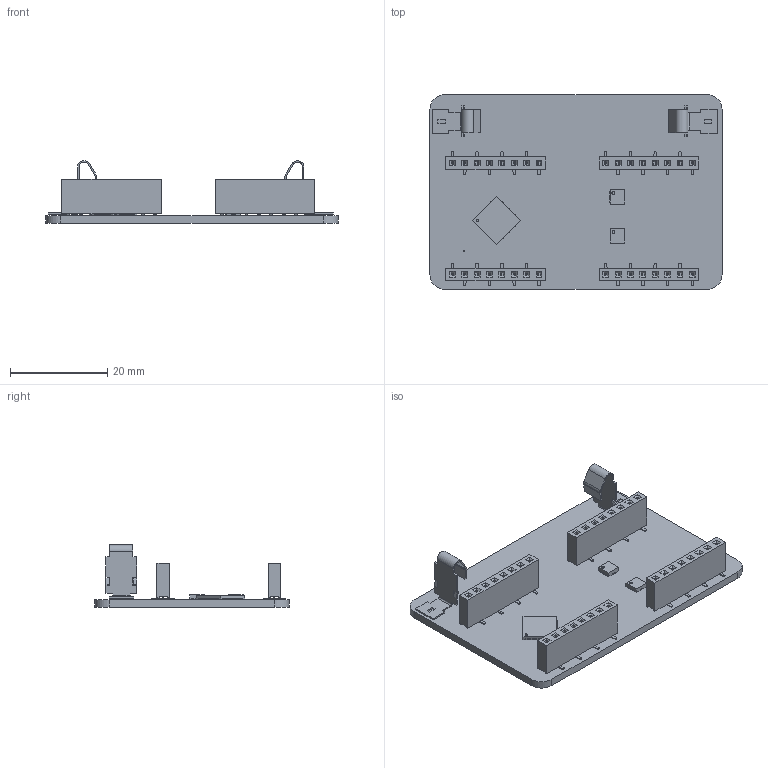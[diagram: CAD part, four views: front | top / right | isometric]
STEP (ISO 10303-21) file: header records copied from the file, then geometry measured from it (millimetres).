
FILE_DESCRIPTION(('KiCad electronic assembly'),'2;1');
FILE_NAME('Leash_061319.step','2019-06-13T15:22:08',('An Author'),( 'A Company'),'Open CASCADE STEP processor 6.9', 'KiCad to STEP converter','Unknown');
FILE_SCHEMA(('AUTOMOTIVE_DESIGN { 1 0 10303 214 1 1 1 1 }'));
Length unit declared in the file: millimetre
Products named in the file (10): Open CASCADE STEP translator 6.9 1; VSON-10-1EP_3x3mm_P0.5mm_EP1.65x2.4mm; SOLID; PinSocket_1x08_P2.54mm_Vertical_SMD_Pin1Right; keystone-PN1020-1; QFN-48-1EP_7x7mm_P0.5mm_EP5.15x5.15mm; COMPOUND
Assembly tree (14 placements, depth 3):
  Open CASCADE STEP translator 6.9 1
    VSON-10-1EP_3x3mm_P0.5mm_EP1.65x2.4mm  x2
      SOLID
    PinSocket_1x08_P2.54mm_Vertical_SMD_Pin1Right  x4
      SOLID
    keystone-PN1020-1  x2
      SOLID
    QFN-48-1EP_7x7mm_P0.5mm_EP5.15x5.15mm
      SOLID
    COMPOUND
Bounding box: 60 x 40 x 12.87 mm (x, y, z)
Volume: 5342.2 mm3; surface area: 8232.6 mm2
Topology: 10 solids, 10 shells, 1842 faces, 4846 edges, 3124 vertices
Faces by surface type: plane 1611, cylinder 231
Full cylindrical faces by diameter (mm): 0.2 x25, 0.3 x11, 0.5 x1, 0.6 x2
Entity records: 59496 total; most frequent: CARTESIAN_POINT 9798, DIRECTION 8382, LINE 6078, VECTOR 6078, ORIENTED_EDGE 4416, PCURVE 4416, DEFINITIONAL_REPRESENTATION 4416, EDGE_CURVE 2208
